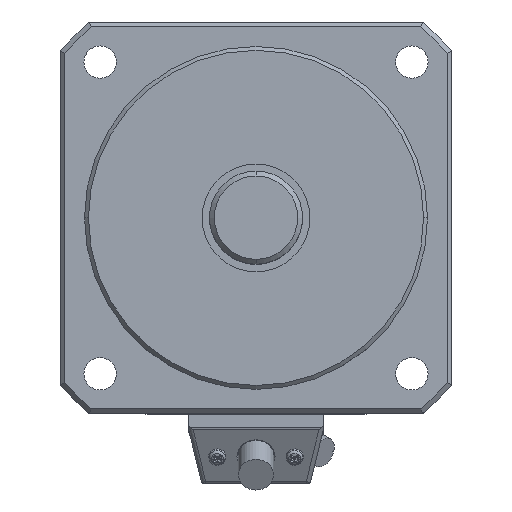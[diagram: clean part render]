
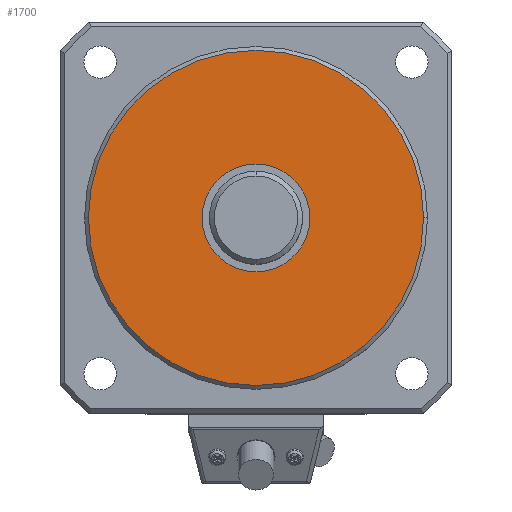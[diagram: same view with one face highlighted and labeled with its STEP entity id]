
A CAD part, top view. The second image highlights one B-rep face of the part: STEP entity #1700.
In plain terms, the highlighted face is planar.
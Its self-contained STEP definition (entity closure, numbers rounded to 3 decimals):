
#1220=CARTESIAN_POINT('',(-11.,0.,2.1));
#1230=VERTEX_POINT('',#1220);
#1260=CARTESIAN_POINT('',(0.,0.,2.1));
#1270=DIRECTION('',(0.,0.,-1.));
#1280=DIRECTION('',(-1.,0.,0.));
#1290=AXIS2_PLACEMENT_3D('',#1260,#1270,#1280);
#1300=CIRCLE('',#1290,11.);
#1310=CARTESIAN_POINT('',(11.,0.,2.1));
#1320=VERTEX_POINT('',#1310);
#1330=EDGE_CURVE('',#1320,#1230,#1300,.T.);
#1450=CARTESIAN_POINT('',(-37.75,0.,2.1));
#1460=DIRECTION('',(0.,0.,-1.));
#1470=DIRECTION('',(-1.,0.,0.));
#1480=AXIS2_PLACEMENT_3D('',#1450,#1460,#1470);
#1490=PLANE('',#1480);
#1500=EDGE_CURVE('',#1230,#1320,#1300,.T.);
#1510=ORIENTED_EDGE('',*,*,#1500,.F.);
#1520=ORIENTED_EDGE('',*,*,#1330,.F.);
#1530=EDGE_LOOP('',(#1520,#1510));
#1540=FACE_BOUND('',#1530,.T.);
#1550=CARTESIAN_POINT('',(0.,0.,2.1));
#1560=DIRECTION('',(0.,0.,-1.));
#1570=DIRECTION('',(-1.,0.,0.));
#1580=AXIS2_PLACEMENT_3D('',#1550,#1560,#1570);
#1590=CIRCLE('',#1580,34.2);
#1600=CARTESIAN_POINT('',(-34.2,0.,2.1));
#1610=VERTEX_POINT('',#1600);
#1620=CARTESIAN_POINT('',(34.2,0.,2.1));
#1630=VERTEX_POINT('',#1620);
#1640=EDGE_CURVE('',#1610,#1630,#1590,.T.);
#1650=ORIENTED_EDGE('',*,*,#1640,.T.);
#1660=EDGE_CURVE('',#1630,#1610,#1590,.T.);
#1670=ORIENTED_EDGE('',*,*,#1660,.T.);
#1680=EDGE_LOOP('',(#1670,#1650));
#1690=FACE_OUTER_BOUND('',#1680,.T.);
#1700=ADVANCED_FACE('',(#1540,#1690),#1490,.T.);
